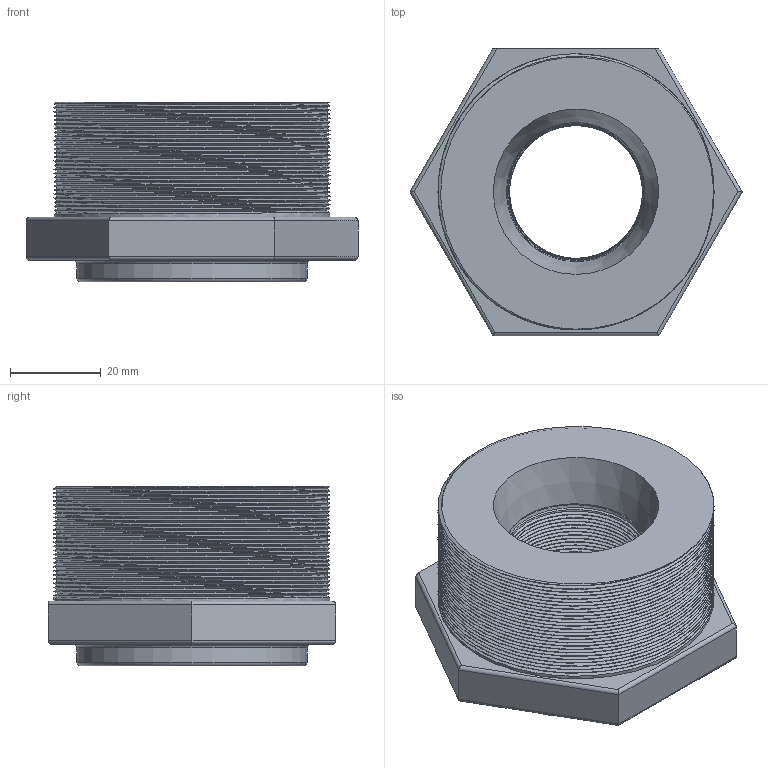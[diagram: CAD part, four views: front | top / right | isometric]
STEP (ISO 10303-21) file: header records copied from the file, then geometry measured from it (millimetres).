
FILE_DESCRIPTION((''),'2;1');
FILE_NAME('banjo bushing.stp','2014-08-19T14:16:46',('mrister'),(''),'Autodesk Inventor 2013','Autodesk Inventor 2013','');
FILE_SCHEMA(('AUTOMOTIVE_DESIGN { 1 0 10303 214 1 1 1 1 }'));
Length unit declared in the file: inch
Products named in the file (1): banjo bushing
Bounding box: 73.32 x 63.5 x 39.69 mm (x, y, z)
Volume: 85340.9 mm3; surface area: 24387.8 mm2
Topology: 1 solids, 1 shells, 62 faces, 161 edges, 103 vertices
Faces by surface type: cylinder 41, plane 11, bspline 4, cone 4, torus 2
Full cylindrical faces by diameter (mm): 50.8 x1, 60.96 x27
Entity records: 10823 total; most frequent: CARTESIAN_POINT 10120, DIRECTION 132, ORIENTED_EDGE 130, EDGE_CURVE 65, AXIS2_PLACEMENT_3D 50, VERTEX_POINT 42, EDGE_LOOP 41, FACE_OUTER_BOUND 32
